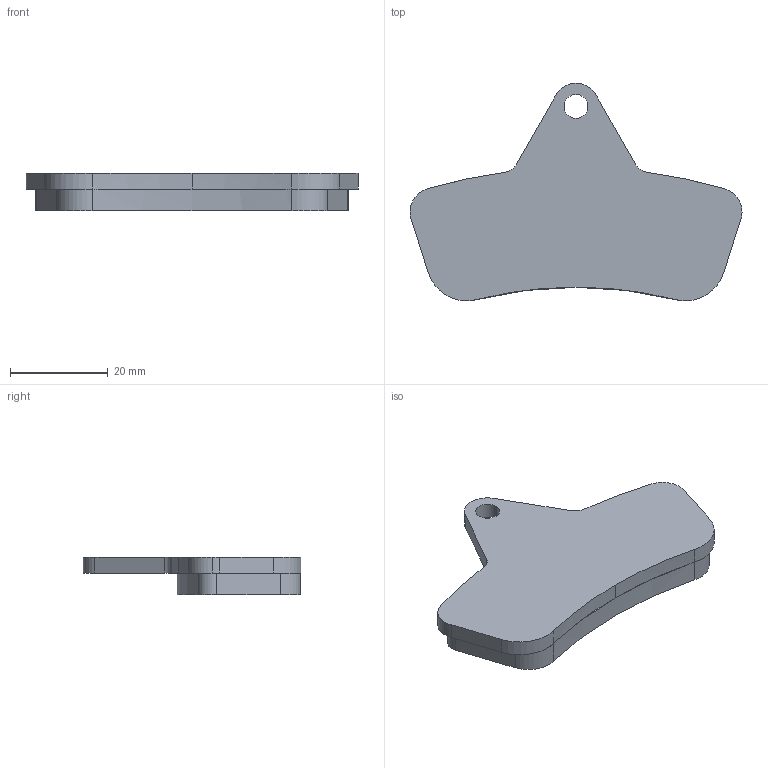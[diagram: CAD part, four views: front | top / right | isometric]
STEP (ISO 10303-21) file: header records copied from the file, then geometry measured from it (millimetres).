
FILE_DESCRIPTION (( 'STEP AP203' ), '1' );
FILE_NAME ('brake-pad-step.STEP', '2016-02-04T06:03:06', ( '' ), ( '' ), 'SwSTEP 2.0', 'SolidWorks 2015', '' );
FILE_SCHEMA (( 'CONFIG_CONTROL_DESIGN' ));
Length unit declared in the file: inch
Products named in the file (1): brake-pad-step
Bounding box: 67.84 x 44.45 x 7.6 mm (x, y, z)
Volume: 11505.6 mm3; surface area: 4893.5 mm2
Topology: 1 solids, 1 shells, 34 faces, 94 edges, 62 vertices
Faces by surface type: cylinder 20, plane 10, bspline 4
Entity records: 1662 total; most frequent: CARTESIAN_POINT 692, DIRECTION 192, ORIENTED_EDGE 188, EDGE_CURVE 94, AXIS2_PLACEMENT_3D 75, VERTEX_POINT 62, CIRCLE 44, VECTOR 42
